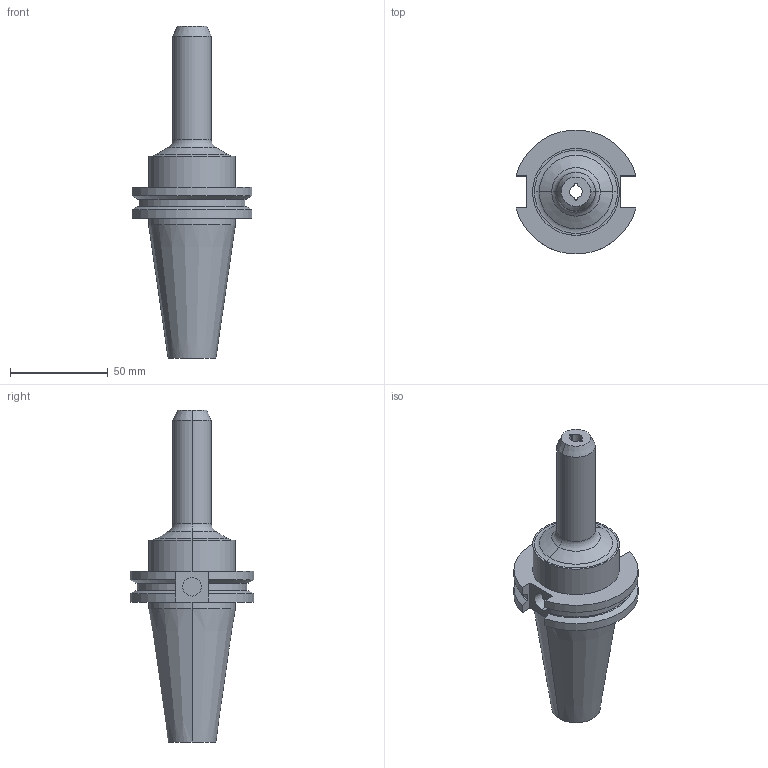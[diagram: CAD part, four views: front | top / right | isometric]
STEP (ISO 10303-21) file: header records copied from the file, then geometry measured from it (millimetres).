
FILE_DESCRIPTION (( 'STEP AP203' ), '1' );
FILE_NAME ('STP-SATE-22911-4FB.STEP', '2018-08-23T01:11:29', ( '' ), ( '' ), 'SwSTEP 2.0', 'SolidWorks 2015', '' );
FILE_SCHEMA (( 'CONFIG_CONTROL_DESIGN' ));
Length unit declared in the file: millimetre
Products named in the file (1): STP-SATE-22911-4FB
Bounding box: 61.35 x 63.26 x 169.85 mm (x, y, z)
Volume: 137499.6 mm3; surface area: 29905 mm2
Topology: 1 solids, 1 shells, 62 faces, 149 edges, 96 vertices
Faces by surface type: cylinder 29, plane 19, cone 10, torus 4
Entity records: 1918 total; most frequent: DIRECTION 343, CARTESIAN_POINT 332, ORIENTED_EDGE 298, EDGE_CURVE 149, AXIS2_PLACEMENT_3D 139, VERTEX_POINT 96, CIRCLE 76, EDGE_LOOP 71
